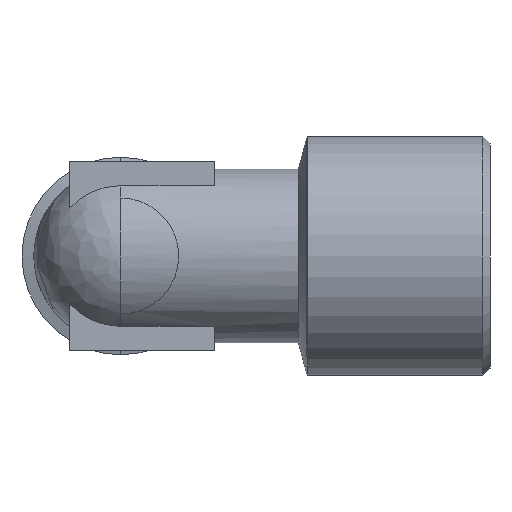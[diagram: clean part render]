
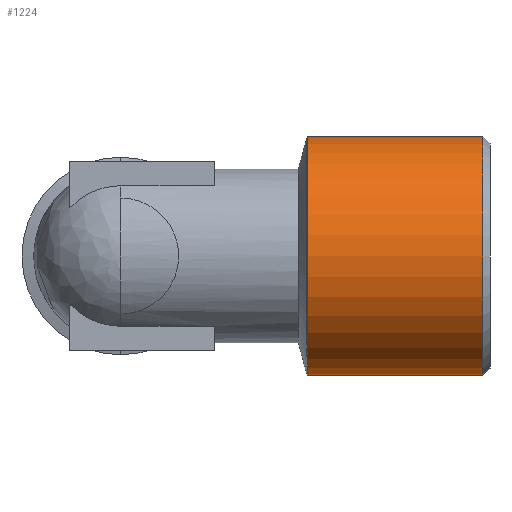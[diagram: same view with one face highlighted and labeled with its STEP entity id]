
A CAD part, left-side view. The second image highlights one B-rep face of the part: STEP entity #1224.
In plain terms, the highlighted cylindrical face has radius 8.25 mm (diameter 16.5 mm), a partial arc.
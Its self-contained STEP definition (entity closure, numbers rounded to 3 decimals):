
#14 = CARTESIAN_POINT ( 'NONE',  ( 0., 13.099, -8.25 ) ) ;
#16 = CARTESIAN_POINT ( 'NONE',  ( 0., 1., 8.25 ) ) ;
#139 = CARTESIAN_POINT ( 'NONE',  ( 0., 1., -8.25 ) ) ;
#190 = CARTESIAN_POINT ( 'NONE',  ( 0., 13.099, 0. ) ) ;
#227 = VERTEX_POINT ( 'NONE', #1696 ) ;
#241 = CARTESIAN_POINT ( 'NONE',  ( 0., 1., 0. ) ) ;
#346 = EDGE_LOOP ( 'NONE', ( #1267, #1669, #1228, #1320 ) ) ;
#430 = EDGE_CURVE ( 'NONE', #812, #1085, #1001, .T. ) ;
#579 = VERTEX_POINT ( 'NONE', #16 ) ;
#635 = DIRECTION ( 'NONE',  ( 0., 1., 0. ) ) ;
#759 = DIRECTION ( 'NONE',  ( 0., 0., 1. ) ) ;
#761 = FACE_OUTER_BOUND ( 'NONE', #346, .T. ) ;
#763 = EDGE_CURVE ( 'NONE', #812, #579, #1795, .T. ) ;
#770 = CARTESIAN_POINT ( 'NONE',  ( 0., 0.5, 0. ) ) ;
#812 = VERTEX_POINT ( 'NONE', #139 ) ;
#818 = VECTOR ( 'NONE', #1779, 1000. ) ;
#834 = DIRECTION ( 'NONE',  ( 0., 0., -1. ) ) ;
#910 = DIRECTION ( 'NONE',  ( 0., -1., 0. ) ) ;
#956 = EDGE_CURVE ( 'NONE', #227, #1085, #1046, .T. ) ;
#995 = LINE ( 'NONE', #1359, #1017 ) ;
#1001 = LINE ( 'NONE', #1766, #818 ) ;
#1017 = VECTOR ( 'NONE', #1231, 1000. ) ;
#1046 = CIRCLE ( 'NONE', #1562, 8.25 ) ;
#1056 = DIRECTION ( 'NONE',  ( 0., 0., 1. ) ) ;
#1085 = VERTEX_POINT ( 'NONE', #14 ) ;
#1091 = DIRECTION ( 'NONE',  ( 0., 1., 0. ) ) ;
#1154 = AXIS2_PLACEMENT_3D ( 'NONE', #241, #1091, #834 ) ;
#1224 = ADVANCED_FACE ( 'NONE', ( #761 ), #1357, .T. ) ;
#1228 = ORIENTED_EDGE ( 'NONE', *, *, #1813, .T. ) ;
#1231 = DIRECTION ( 'NONE',  ( 0., 1., 0. ) ) ;
#1267 = ORIENTED_EDGE ( 'NONE', *, *, #430, .F. ) ;
#1320 = ORIENTED_EDGE ( 'NONE', *, *, #956, .T. ) ;
#1357 = CYLINDRICAL_SURFACE ( 'NONE', #1653, 8.25 ) ;
#1359 = CARTESIAN_POINT ( 'NONE',  ( 0., 0.5, 8.25 ) ) ;
#1562 = AXIS2_PLACEMENT_3D ( 'NONE', #190, #910, #1056 ) ;
#1653 = AXIS2_PLACEMENT_3D ( 'NONE', #770, #635, #759 ) ;
#1669 = ORIENTED_EDGE ( 'NONE', *, *, #763, .T. ) ;
#1696 = CARTESIAN_POINT ( 'NONE',  ( 0., 13.099, 8.25 ) ) ;
#1766 = CARTESIAN_POINT ( 'NONE',  ( 0., 0.5, -8.25 ) ) ;
#1779 = DIRECTION ( 'NONE',  ( 0., 1., 0. ) ) ;
#1795 = CIRCLE ( 'NONE', #1154, 8.25 ) ;
#1813 = EDGE_CURVE ( 'NONE', #579, #227, #995, .T. ) ;
